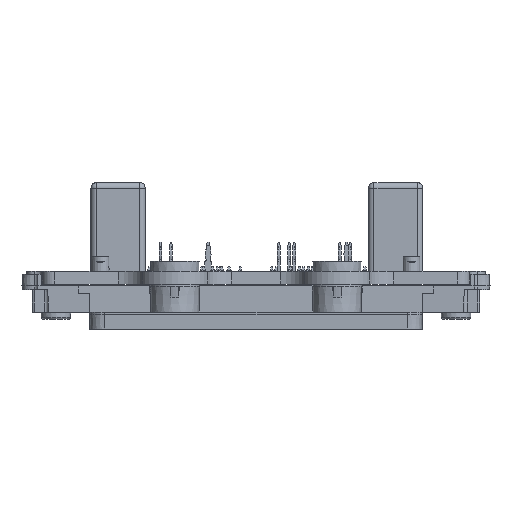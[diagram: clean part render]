
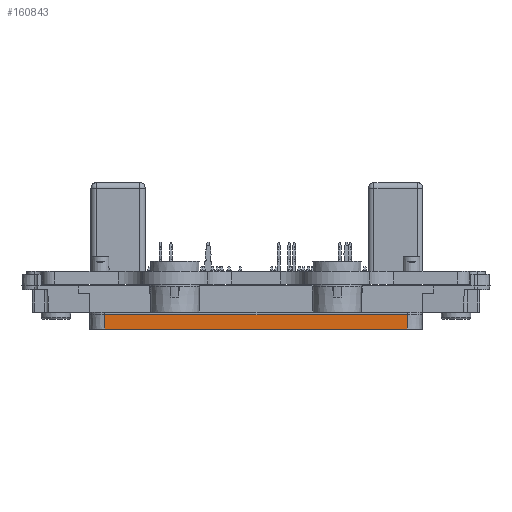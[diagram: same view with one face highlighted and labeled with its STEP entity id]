
A CAD part, left-side view. The second image highlights one B-rep face of the part: STEP entity #160843.
In plain terms, the highlighted planar face has unit normal (-1, 0, -0.018).
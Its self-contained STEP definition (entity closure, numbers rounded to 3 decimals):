
#13845=ORIENTED_EDGE('',*,*,#58755,.T.);
#13846=ORIENTED_EDGE('',*,*,#58757,.F.);
#13847=ORIENTED_EDGE('',*,*,#58758,.T.);
#13848=ORIENTED_EDGE('',*,*,#58759,.T.);
#58755=EDGE_CURVE('',#80974,#80973,#97136,.T.);
#58757=EDGE_CURVE('',#80975,#80973,#97138,.T.);
#58758=EDGE_CURVE('',#80975,#80976,#97139,.T.);
#58759=EDGE_CURVE('',#80976,#80974,#97140,.T.);
#80973=VERTEX_POINT('',#236263);
#80974=VERTEX_POINT('',#236265);
#80975=VERTEX_POINT('',#236269);
#80976=VERTEX_POINT('',#236271);
#97136=LINE('',#236264,#116565);
#97138=LINE('',#236268,#116567);
#97139=LINE('',#236270,#116568);
#97140=LINE('',#236272,#116569);
#116565=VECTOR('',#190027,1000.);
#116567=VECTOR('',#190031,1000.);
#116568=VECTOR('',#190032,1000.);
#116569=VECTOR('',#190033,1000.);
#133443=EDGE_LOOP('',(#13845,#13846,#13847,#13848));
#143880=FACE_BOUND('',#133443,.T.);
#153876=PLANE('',#170446);
#160843=ADVANCED_FACE('',(#143880),#153876,.T.);
#170446=AXIS2_PLACEMENT_3D('',#236267,#190029,#190030);
#190027=DIRECTION('',(0.,1.,0.));
#190029=DIRECTION('',(-1.,0.,-0.017));
#190030=DIRECTION('',(0.017,0.,-1.));
#190031=DIRECTION('',(-0.017,0.,1.));
#190032=DIRECTION('',(0.,-1.,0.));
#190033=DIRECTION('',(-0.017,0.,1.));
#236263=CARTESIAN_POINT('',(-61.59,19.3,2.1));
#236264=CARTESIAN_POINT('',(-61.59,-64.1,2.1));
#236265=CARTESIAN_POINT('',(-61.59,-64.1,2.1));
#236267=CARTESIAN_POINT('',(-61.6,11.75,2.7));
#236268=CARTESIAN_POINT('',(-61.6,19.3,2.7));
#236269=CARTESIAN_POINT('',(-61.52,19.3,-1.9));
#236270=CARTESIAN_POINT('',(-61.52,91.8,-1.9));
#236271=CARTESIAN_POINT('',(-61.52,-64.1,-1.9));
#236272=CARTESIAN_POINT('',(-61.6,-64.1,2.7));
